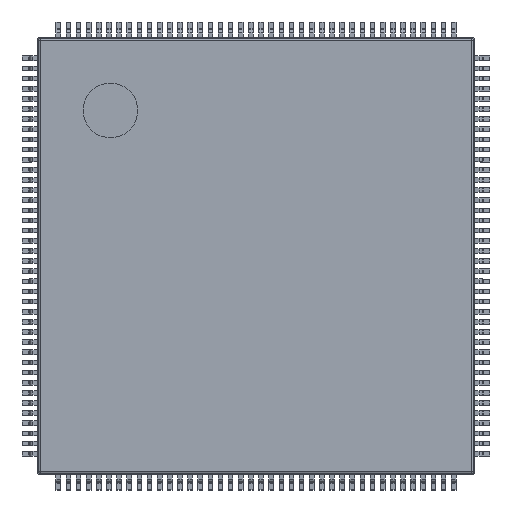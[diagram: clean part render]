
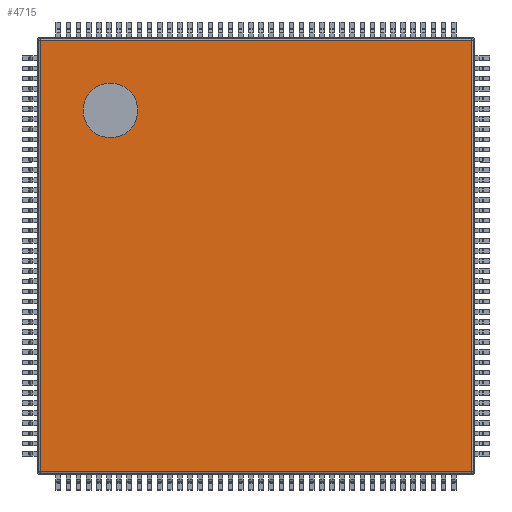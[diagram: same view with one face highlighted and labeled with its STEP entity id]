
A CAD part, top view. The second image highlights one B-rep face of the part: STEP entity #4715.
In plain terms, the highlighted planar face has unit normal (0, 0, 1).
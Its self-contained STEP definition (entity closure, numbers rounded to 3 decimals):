
#3619 = CYLINDRICAL_SURFACE('',#3620,0.1);
#3620 = AXIS2_PLACEMENT_3D('',#3621,#3622,#3623);
#3621 = CARTESIAN_POINT('',(0.164,0.074,1.5));
#3622 = DIRECTION('',(0.,1.,-0.));
#3623 = DIRECTION('',(-0.995,0.,0.105));
#4268 = VERTEX_POINT('',#4269);
#4269 = CARTESIAN_POINT('',(0.164,0.164,1.6));
#4289 = EDGE_CURVE('',#4268,#4290,#4292,.T.);
#4290 = VERTEX_POINT('',#4291);
#4291 = CARTESIAN_POINT('',(0.164,27.836,1.6));
#4292 = SURFACE_CURVE('',#4293,(#4297,#4304),.PCURVE_S1.);
#4293 = LINE('',#4294,#4295);
#4294 = CARTESIAN_POINT('',(0.164,0.074,1.6));
#4295 = VECTOR('',#4296,1.);
#4296 = DIRECTION('',(0.,1.,-0.));
#4297 = PCURVE('',#3619,#4298);
#4298 = DEFINITIONAL_REPRESENTATION('',(#4299),#4303);
#4299 = LINE('',#4300,#4301);
#4300 = CARTESIAN_POINT('',(1.466,0.));
#4301 = VECTOR('',#4302,1.);
#4302 = DIRECTION('',(0.,1.));
#4303 = ( GEOMETRIC_REPRESENTATION_CONTEXT(2) 
PARAMETRIC_REPRESENTATION_CONTEXT() REPRESENTATION_CONTEXT('2D SPACE',''
  ) );
#4304 = PCURVE('',#4305,#4310);
#4305 = PLANE('',#4306);
#4306 = AXIS2_PLACEMENT_3D('',#4307,#4308,#4309);
#4307 = CARTESIAN_POINT('',(0.,0.,1.6));
#4308 = DIRECTION('',(0.,0.,1.));
#4309 = DIRECTION('',(1.,0.,-0.));
#4310 = DEFINITIONAL_REPRESENTATION('',(#4311),#4315);
#4311 = LINE('',#4312,#4313);
#4312 = CARTESIAN_POINT('',(0.164,0.074));
#4313 = VECTOR('',#4314,1.);
#4314 = DIRECTION('',(0.,1.));
#4315 = ( GEOMETRIC_REPRESENTATION_CONTEXT(2) 
PARAMETRIC_REPRESENTATION_CONTEXT() REPRESENTATION_CONTEXT('2D SPACE',''
  ) );
#4485 = CYLINDRICAL_SURFACE('',#4486,0.1);
#4486 = AXIS2_PLACEMENT_3D('',#4487,#4488,#4489);
#4487 = CARTESIAN_POINT('',(0.074,27.836,1.5));
#4488 = DIRECTION('',(1.,0.,0.));
#4489 = DIRECTION('',(-0.,0.995,0.105));
#4658 = CYLINDRICAL_SURFACE('',#4659,0.1);
#4659 = AXIS2_PLACEMENT_3D('',#4660,#4661,#4662);
#4660 = CARTESIAN_POINT('',(0.074,0.164,1.5));
#4661 = DIRECTION('',(1.,-0.,0.));
#4662 = DIRECTION('',(-0.,-0.995,0.105));
#4715 = ADVANCED_FACE('',(#4716,#4791),#4305,.T.);
#4716 = FACE_BOUND('',#4717,.T.);
#4717 = EDGE_LOOP('',(#4718,#4719,#4742,#4770));
#4718 = ORIENTED_EDGE('',*,*,#4289,.F.);
#4719 = ORIENTED_EDGE('',*,*,#4720,.T.);
#4720 = EDGE_CURVE('',#4268,#4721,#4723,.T.);
#4721 = VERTEX_POINT('',#4722);
#4722 = CARTESIAN_POINT('',(27.836,0.164,1.6));
#4723 = SURFACE_CURVE('',#4724,(#4728,#4735),.PCURVE_S1.);
#4724 = LINE('',#4725,#4726);
#4725 = CARTESIAN_POINT('',(0.074,0.164,1.6));
#4726 = VECTOR('',#4727,1.);
#4727 = DIRECTION('',(1.,-0.,0.));
#4728 = PCURVE('',#4305,#4729);
#4729 = DEFINITIONAL_REPRESENTATION('',(#4730),#4734);
#4730 = LINE('',#4731,#4732);
#4731 = CARTESIAN_POINT('',(0.074,0.164));
#4732 = VECTOR('',#4733,1.);
#4733 = DIRECTION('',(1.,0.));
#4734 = ( GEOMETRIC_REPRESENTATION_CONTEXT(2) 
PARAMETRIC_REPRESENTATION_CONTEXT() REPRESENTATION_CONTEXT('2D SPACE',''
  ) );
#4735 = PCURVE('',#4658,#4736);
#4736 = DEFINITIONAL_REPRESENTATION('',(#4737),#4741);
#4737 = LINE('',#4738,#4739);
#4738 = CARTESIAN_POINT('',(-1.466,0.));
#4739 = VECTOR('',#4740,1.);
#4740 = DIRECTION('',(-0.,1.));
#4741 = ( GEOMETRIC_REPRESENTATION_CONTEXT(2) 
PARAMETRIC_REPRESENTATION_CONTEXT() REPRESENTATION_CONTEXT('2D SPACE',''
  ) );
#4742 = ORIENTED_EDGE('',*,*,#4743,.T.);
#4743 = EDGE_CURVE('',#4721,#4744,#4746,.T.);
#4744 = VERTEX_POINT('',#4745);
#4745 = CARTESIAN_POINT('',(27.836,27.836,1.6));
#4746 = SURFACE_CURVE('',#4747,(#4751,#4758),.PCURVE_S1.);
#4747 = LINE('',#4748,#4749);
#4748 = CARTESIAN_POINT('',(27.836,0.074,1.6));
#4749 = VECTOR('',#4750,1.);
#4750 = DIRECTION('',(0.,1.,-0.));
#4751 = PCURVE('',#4305,#4752);
#4752 = DEFINITIONAL_REPRESENTATION('',(#4753),#4757);
#4753 = LINE('',#4754,#4755);
#4754 = CARTESIAN_POINT('',(27.836,0.074));
#4755 = VECTOR('',#4756,1.);
#4756 = DIRECTION('',(0.,1.));
#4757 = ( GEOMETRIC_REPRESENTATION_CONTEXT(2) 
PARAMETRIC_REPRESENTATION_CONTEXT() REPRESENTATION_CONTEXT('2D SPACE',''
  ) );
#4758 = PCURVE('',#4759,#4764);
#4759 = CYLINDRICAL_SURFACE('',#4760,0.1);
#4760 = AXIS2_PLACEMENT_3D('',#4761,#4762,#4763);
#4761 = CARTESIAN_POINT('',(27.836,0.074,1.5));
#4762 = DIRECTION('',(0.,1.,-0.));
#4763 = DIRECTION('',(0.,0.,1.));
#4764 = DEFINITIONAL_REPRESENTATION('',(#4765),#4769);
#4765 = LINE('',#4766,#4767);
#4766 = CARTESIAN_POINT('',(0.,0.));
#4767 = VECTOR('',#4768,1.);
#4768 = DIRECTION('',(0.,1.));
#4769 = ( GEOMETRIC_REPRESENTATION_CONTEXT(2) 
PARAMETRIC_REPRESENTATION_CONTEXT() REPRESENTATION_CONTEXT('2D SPACE',''
  ) );
#4770 = ORIENTED_EDGE('',*,*,#4771,.F.);
#4771 = EDGE_CURVE('',#4290,#4744,#4772,.T.);
#4772 = SURFACE_CURVE('',#4773,(#4777,#4784),.PCURVE_S1.);
#4773 = LINE('',#4774,#4775);
#4774 = CARTESIAN_POINT('',(0.074,27.836,1.6));
#4775 = VECTOR('',#4776,1.);
#4776 = DIRECTION('',(1.,0.,0.));
#4777 = PCURVE('',#4305,#4778);
#4778 = DEFINITIONAL_REPRESENTATION('',(#4779),#4783);
#4779 = LINE('',#4780,#4781);
#4780 = CARTESIAN_POINT('',(0.074,27.836));
#4781 = VECTOR('',#4782,1.);
#4782 = DIRECTION('',(1.,0.));
#4783 = ( GEOMETRIC_REPRESENTATION_CONTEXT(2) 
PARAMETRIC_REPRESENTATION_CONTEXT() REPRESENTATION_CONTEXT('2D SPACE',''
  ) );
#4784 = PCURVE('',#4485,#4785);
#4785 = DEFINITIONAL_REPRESENTATION('',(#4786),#4790);
#4786 = LINE('',#4787,#4788);
#4787 = CARTESIAN_POINT('',(1.466,0.));
#4788 = VECTOR('',#4789,1.);
#4789 = DIRECTION('',(0.,1.));
#4790 = ( GEOMETRIC_REPRESENTATION_CONTEXT(2) 
PARAMETRIC_REPRESENTATION_CONTEXT() REPRESENTATION_CONTEXT('2D SPACE',''
  ) );
#4791 = FACE_BOUND('',#4792,.T.);
#4792 = EDGE_LOOP('',(#4793));
#4793 = ORIENTED_EDGE('',*,*,#4794,.F.);
#4794 = EDGE_CURVE('',#4795,#4795,#4797,.T.);
#4795 = VERTEX_POINT('',#4796);
#4796 = CARTESIAN_POINT('',(6.417,23.333,1.6));
#4797 = SURFACE_CURVE('',#4798,(#4803,#4810),.PCURVE_S1.);
#4798 = CIRCLE('',#4799,1.75);
#4799 = AXIS2_PLACEMENT_3D('',#4800,#4801,#4802);
#4800 = CARTESIAN_POINT('',(4.667,23.333,1.6));
#4801 = DIRECTION('',(0.,0.,1.));
#4802 = DIRECTION('',(1.,0.,-0.));
#4803 = PCURVE('',#4305,#4804);
#4804 = DEFINITIONAL_REPRESENTATION('',(#4805),#4809);
#4805 = CIRCLE('',#4806,1.75);
#4806 = AXIS2_PLACEMENT_2D('',#4807,#4808);
#4807 = CARTESIAN_POINT('',(4.667,23.333));
#4808 = DIRECTION('',(1.,0.));
#4809 = ( GEOMETRIC_REPRESENTATION_CONTEXT(2) 
PARAMETRIC_REPRESENTATION_CONTEXT() REPRESENTATION_CONTEXT('2D SPACE',''
  ) );
#4810 = PCURVE('',#4811,#4816);
#4811 = CYLINDRICAL_SURFACE('',#4812,1.75);
#4812 = AXIS2_PLACEMENT_3D('',#4813,#4814,#4815);
#4813 = CARTESIAN_POINT('',(4.667,23.333,1.5));
#4814 = DIRECTION('',(0.,0.,1.));
#4815 = DIRECTION('',(1.,0.,-0.));
#4816 = DEFINITIONAL_REPRESENTATION('',(#4817),#4821);
#4817 = LINE('',#4818,#4819);
#4818 = CARTESIAN_POINT('',(0.,0.1));
#4819 = VECTOR('',#4820,1.);
#4820 = DIRECTION('',(1.,0.));
#4821 = ( GEOMETRIC_REPRESENTATION_CONTEXT(2) 
PARAMETRIC_REPRESENTATION_CONTEXT() REPRESENTATION_CONTEXT('2D SPACE',''
  ) );
